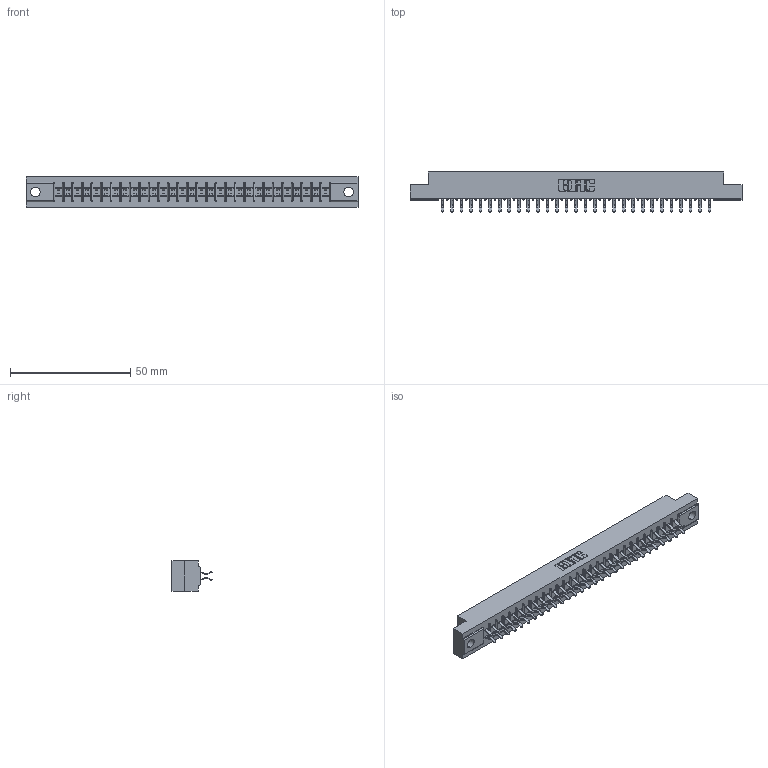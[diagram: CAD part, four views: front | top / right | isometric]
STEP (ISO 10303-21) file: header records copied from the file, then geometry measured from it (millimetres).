
FILE_DESCRIPTION (( 'STEP AP203' ), '1' );
FILE_NAME ('305-058-556-204.STEP', '2019-09-10T00:43:27', ( '' ), ( '' ), 'SwSTEP 2.0', 'SolidWorks 2016', '' );
FILE_SCHEMA (( 'CONFIG_CONTROL_DESIGN' ));
Length unit declared in the file: inch
Products named in the file (3): 305 Part_.156 Dia; 305-058-556-204; 305-290-001_556
Assembly tree (59 placements, depth 2):
  305-058-556-204
    305 Part_.156 Dia
    305-290-001_556  x58
Bounding box: 137.92 x 16.64 x 12.7 mm (x, y, z)
Volume: 14191.8 mm3; surface area: 17622.4 mm2
Topology: 59 solids, 59 shells, 3378 faces, 9719 edges, 6322 vertices
Faces by surface type: plane 1880, cylinder 1382, sphere 116
Entity records: 33622 total; most frequent: CARTESIAN_POINT 5571, ORIENTED_EDGE 5526, DIRECTION 5395, EDGE_CURVE 2763, LINE 2223, VECTOR 2223, VERTEX_POINT 1762, AXIS2_PLACEMENT_3D 1586
